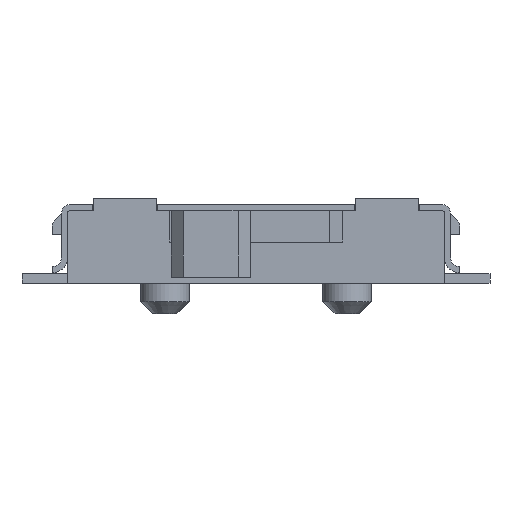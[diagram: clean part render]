
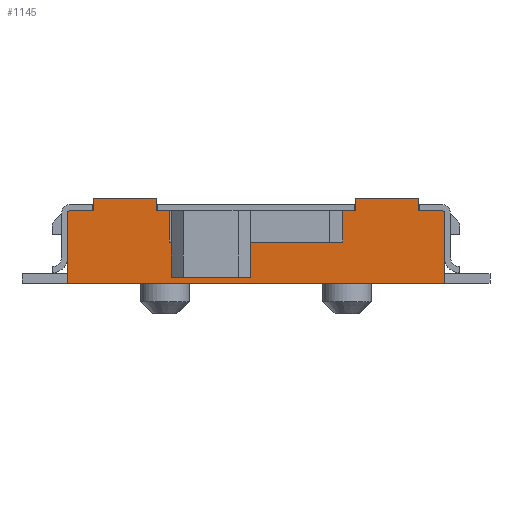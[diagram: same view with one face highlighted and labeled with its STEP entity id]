
A CAD part, front view. The second image highlights one B-rep face of the part: STEP entity #1145.
In plain terms, the highlighted planar face has unit normal (0, -1, 0).
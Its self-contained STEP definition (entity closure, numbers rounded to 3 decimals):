
#1145 = ADVANCED_FACE( '', ( #2202 ), #2203, .F. );
#2202 = FACE_OUTER_BOUND( '', #3206, .T. );
#2203 = PLANE( '', #3207 );
#3206 = EDGE_LOOP( '', ( #6133, #6134, #6135, #6136, #6137, #6138, #6139, #6140, #6141, #6142, #6143, #6144, #6145, #6146, #6147, #6148, #6149, #6150 ) );
#3207 = AXIS2_PLACEMENT_3D( '', #6151, #6152, #6153 );
#6133 = ORIENTED_EDGE( '', *, *, #7349, .F. );
#6134 = ORIENTED_EDGE( '', *, *, #7135, .T. );
#6135 = ORIENTED_EDGE( '', *, *, #6575, .T. );
#6136 = ORIENTED_EDGE( '', *, *, #6235, .T. );
#6137 = ORIENTED_EDGE( '', *, *, #7333, .F. );
#6138 = ORIENTED_EDGE( '', *, *, #6801, .T. );
#6139 = ORIENTED_EDGE( '', *, *, #7341, .F. );
#6140 = ORIENTED_EDGE( '', *, *, #6340, .F. );
#6141 = ORIENTED_EDGE( '', *, *, #6273, .F. );
#6142 = ORIENTED_EDGE( '', *, *, #7279, .F. );
#6143 = ORIENTED_EDGE( '', *, *, #7340, .F. );
#6144 = ORIENTED_EDGE( '', *, *, #7121, .F. );
#6145 = ORIENTED_EDGE( '', *, *, #6839, .T. );
#6146 = ORIENTED_EDGE( '', *, *, #6971, .T. );
#6147 = ORIENTED_EDGE( '', *, *, #7350, .F. );
#6148 = ORIENTED_EDGE( '', *, *, #7031, .F. );
#6149 = ORIENTED_EDGE( '', *, *, #7039, .F. );
#6150 = ORIENTED_EDGE( '', *, *, #7308, .F. );
#6151 = CARTESIAN_POINT( '', ( -3.1, -1.35, 1.4 ) );
#6152 = DIRECTION( '', ( 0., 1., 0. ) );
#6153 = DIRECTION( '', ( 0., 0., 1. ) );
#6235 = EDGE_CURVE( '', #7440, #7438, #7441, .T. );
#6273 = EDGE_CURVE( '', #7510, #7512, #7513, .T. );
#6340 = EDGE_CURVE( '', #7512, #7627, #7630, .T. );
#6575 = EDGE_CURVE( '', #8035, #7440, #8036, .T. );
#6801 = EDGE_CURVE( '', #8389, #8387, #8390, .F. );
#6839 = EDGE_CURVE( '', #8446, #8444, #8447, .T. );
#6971 = EDGE_CURVE( '', #8444, #8624, #8626, .T. );
#7031 = EDGE_CURVE( '', #8699, #8701, #8702, .T. );
#7039 = EDGE_CURVE( '', #8711, #8699, #8713, .T. );
#7121 = EDGE_CURVE( '', #8446, #8809, #8812, .T. );
#7135 = EDGE_CURVE( '', #8831, #8035, #8832, .F. );
#7279 = EDGE_CURVE( '', #9001, #7510, #9003, .T. );
#7308 = EDGE_CURVE( '', #9032, #8711, #9034, .T. );
#7333 = EDGE_CURVE( '', #8389, #7438, #9061, .T. );
#7340 = EDGE_CURVE( '', #8809, #9001, #9068, .T. );
#7341 = EDGE_CURVE( '', #7627, #8387, #9069, .T. );
#7349 = EDGE_CURVE( '', #8831, #9032, #9077, .T. );
#7350 = EDGE_CURVE( '', #8701, #8624, #9078, .T. );
#7438 = VERTEX_POINT( '', #9198 );
#7440 = VERTEX_POINT( '', #9201 );
#7441 = LINE( '', #9202, #9203 );
#7510 = VERTEX_POINT( '', #9300 );
#7512 = VERTEX_POINT( '', #9303 );
#7513 = LINE( '', #9304, #9305 );
#7627 = VERTEX_POINT( '', #9458 );
#7630 = LINE( '', #9463, #9464 );
#8035 = VERTEX_POINT( '', #10055 );
#8036 = LINE( '', #10056, #10057 );
#8387 = VERTEX_POINT( '', #10596 );
#8389 = VERTEX_POINT( '', #10599 );
#8390 = CIRCLE( '', #10600, 0.05 );
#8444 = VERTEX_POINT( '', #10689 );
#8446 = VERTEX_POINT( '', #10692 );
#8447 = LINE( '', #10693, #10694 );
#8624 = VERTEX_POINT( '', #10943 );
#8626 = LINE( '', #10946, #10947 );
#8699 = VERTEX_POINT( '', #11050 );
#8701 = VERTEX_POINT( '', #11053 );
#8702 = LINE( '', #11054, #11055 );
#8711 = VERTEX_POINT( '', #11068 );
#8713 = LINE( '', #11071, #11072 );
#8809 = VERTEX_POINT( '', #11223 );
#8812 = LINE( '', #11228, #11229 );
#8831 = VERTEX_POINT( '', #11255 );
#8832 = CIRCLE( '', #11256, 0.05 );
#9001 = VERTEX_POINT( '', #11512 );
#9003 = LINE( '', #11515, #11516 );
#9032 = VERTEX_POINT( '', #11550 );
#9034 = LINE( '', #11553, #11554 );
#9061 = LINE( '', #11588, #11589 );
#9068 = LINE( '', #11598, #11599 );
#9069 = LINE( '', #11600, #11601 );
#9077 = LINE( '', #11609, #11610 );
#9078 = LINE( '', #11611, #11612 );
#9198 = CARTESIAN_POINT( '', ( 3.1, -1.35, 0. ) );
#9201 = CARTESIAN_POINT( '', ( -3.1, -1.35, 0. ) );
#9202 = CARTESIAN_POINT( '', ( -3.1, -1.35, 0. ) );
#9203 = VECTOR( '', #11667, 1000. );
#9300 = CARTESIAN_POINT( '', ( 1.63, -1.35, 1.4 ) );
#9303 = CARTESIAN_POINT( '', ( 2.68, -1.35, 1.4 ) );
#9304 = CARTESIAN_POINT( '', ( -3.1, -1.35, 1.4 ) );
#9305 = VECTOR( '', #11709, 1000. );
#9458 = CARTESIAN_POINT( '', ( 2.68, -1.35, 1.2 ) );
#9463 = CARTESIAN_POINT( '', ( 2.68, -1.35, 1.4 ) );
#9464 = VECTOR( '', #11787, 1000. );
#10055 = CARTESIAN_POINT( '', ( -3.1, -1.35, 1.15 ) );
#10056 = CARTESIAN_POINT( '', ( -3.1, -1.35, 1.4 ) );
#10057 = VECTOR( '', #12035, 1000. );
#10596 = CARTESIAN_POINT( '', ( 3.05, -1.35, 1.2 ) );
#10599 = CARTESIAN_POINT( '', ( 3.1, -1.35, 1.15 ) );
#10600 = AXIS2_PLACEMENT_3D( '', #12255, #12256, #12257 );
#10689 = CARTESIAN_POINT( '', ( -1.43, -1.35, 0.68 ) );
#10692 = CARTESIAN_POINT( '', ( 1.43, -1.35, 0.68 ) );
#10693 = CARTESIAN_POINT( '', ( 1.43, -1.35, 0.68 ) );
#10694 = VECTOR( '', #12289, 1000. );
#10943 = CARTESIAN_POINT( '', ( -1.43, -1.35, 1.2 ) );
#10946 = CARTESIAN_POINT( '', ( -1.43, -1.35, 0.68 ) );
#10947 = VECTOR( '', #12426, 1000. );
#11050 = CARTESIAN_POINT( '', ( -1.63, -1.35, 1.4 ) );
#11053 = CARTESIAN_POINT( '', ( -1.63, -1.35, 1.2 ) );
#11054 = CARTESIAN_POINT( '', ( -1.63, -1.35, 1.4 ) );
#11055 = VECTOR( '', #12482, 1000. );
#11068 = CARTESIAN_POINT( '', ( -2.68, -1.35, 1.4 ) );
#11071 = CARTESIAN_POINT( '', ( -3.1, -1.35, 1.4 ) );
#11072 = VECTOR( '', #12488, 1000. );
#11223 = CARTESIAN_POINT( '', ( 1.43, -1.35, 1.2 ) );
#11228 = CARTESIAN_POINT( '', ( 1.43, -1.35, 0.68 ) );
#11229 = VECTOR( '', #12558, 1000. );
#11255 = CARTESIAN_POINT( '', ( -3.05, -1.35, 1.2 ) );
#11256 = AXIS2_PLACEMENT_3D( '', #12569, #12570, #12571 );
#11512 = CARTESIAN_POINT( '', ( 1.63, -1.35, 1.2 ) );
#11515 = CARTESIAN_POINT( '', ( 1.63, -1.35, 1.2 ) );
#11516 = VECTOR( '', #12687, 1000. );
#11550 = CARTESIAN_POINT( '', ( -2.68, -1.35, 1.2 ) );
#11553 = CARTESIAN_POINT( '', ( -2.68, -1.35, 1.2 ) );
#11554 = VECTOR( '', #12700, 1000. );
#11588 = CARTESIAN_POINT( '', ( 3.1, -1.35, 1.4 ) );
#11589 = VECTOR( '', #12711, 1000. );
#11598 = CARTESIAN_POINT( '', ( 1.43, -1.35, 1.2 ) );
#11599 = VECTOR( '', #12714, 1000. );
#11600 = CARTESIAN_POINT( '', ( 2.68, -1.35, 1.2 ) );
#11601 = VECTOR( '', #12715, 1000. );
#11609 = CARTESIAN_POINT( '', ( -3.35, -1.35, 1.2 ) );
#11610 = VECTOR( '', #12716, 1000. );
#11611 = CARTESIAN_POINT( '', ( -1.63, -1.35, 1.2 ) );
#11612 = VECTOR( '', #12717, 1000. );
#11667 = DIRECTION( '', ( 1., 0., 0. ) );
#11709 = DIRECTION( '', ( 1., 0., 0. ) );
#11787 = DIRECTION( '', ( 0., 0., -1. ) );
#12035 = DIRECTION( '', ( 0., 0., -1. ) );
#12255 = CARTESIAN_POINT( '', ( 3.05, -1.35, 1.15 ) );
#12256 = DIRECTION( '', ( 0., 1., 0. ) );
#12257 = DIRECTION( '', ( 0., 0., 1. ) );
#12289 = DIRECTION( '', ( -1., 0., 0. ) );
#12426 = DIRECTION( '', ( 0., 0., 1. ) );
#12482 = DIRECTION( '', ( 0., 0., -1. ) );
#12488 = DIRECTION( '', ( 1., 0., 0. ) );
#12558 = DIRECTION( '', ( 0., 0., 1. ) );
#12569 = CARTESIAN_POINT( '', ( -3.05, -1.35, 1.15 ) );
#12570 = DIRECTION( '', ( 0., 1., 0. ) );
#12571 = DIRECTION( '', ( 0., 0., 1. ) );
#12687 = DIRECTION( '', ( 0., 0., 1. ) );
#12700 = DIRECTION( '', ( 0., 0., 1. ) );
#12711 = DIRECTION( '', ( 0., 0., -1. ) );
#12714 = DIRECTION( '', ( 1., 0., 0. ) );
#12715 = DIRECTION( '', ( 1., 0., 0. ) );
#12716 = DIRECTION( '', ( 1., 0., 0. ) );
#12717 = DIRECTION( '', ( 1., 0., 0. ) );
